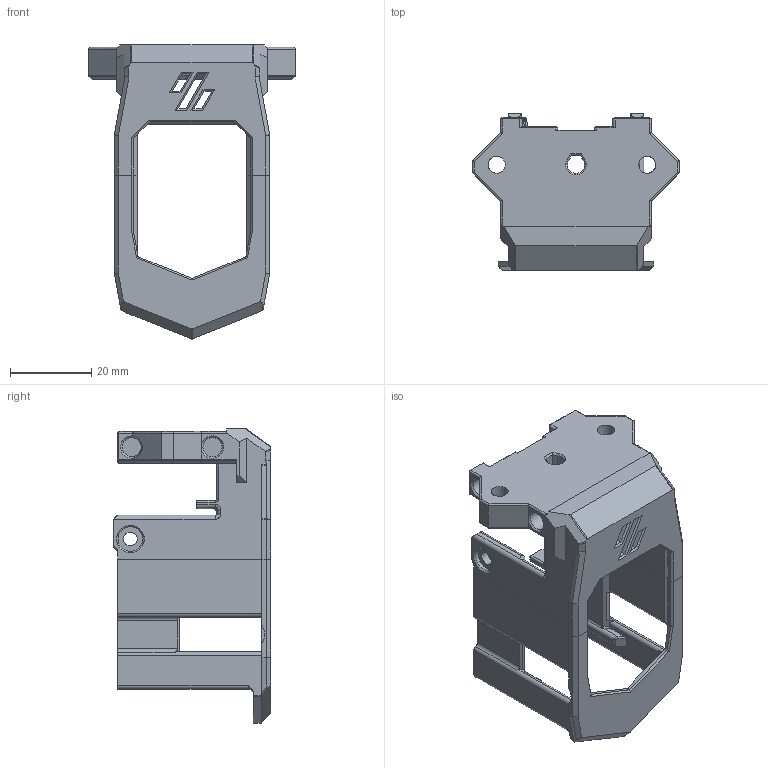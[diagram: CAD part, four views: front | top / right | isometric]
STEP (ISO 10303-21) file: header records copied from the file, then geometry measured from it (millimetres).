
FILE_DESCRIPTION(/* description */ ('','CAx-IF Rec.Pracs.---Representation and Presentation of Product Manufacturing Information (PMI)---4.0---2014-10-13'),/* implementation_level */ '2;1');
FILE_NAME(/* name */ 'HF_ANTHEAD_ORBITER_VORONLOGO.step',/* time_stamp */ '2025-01-06T12:52:58-08:00',/* author */ (''),/* organization */ (''),/* preprocessor_version */ 'ST-DEVELOPER v20',/* originating_system */ 'Autodesk Translation Framework v13.20.0.188',/* authorisation */ '');
FILE_SCHEMA (('AP242_MANAGED_MODEL_BASED_3D_ENGINEERING_MIM_LF { 1 0 10303 442 1 1 4 }'));
Length unit declared in the file: millimetre
Products named in the file (9): (Unsaved); AntHead_Assembly; AntHead_Assembly_1; Main_Bodies_1; HF_2; Main_Body_Voron_Sherpa_HF; Untitled; antheaduhfledfix; Main_Body
Assembly tree (8 placements, depth 6):
  (Unsaved)
    AntHead_Assembly
      AntHead_Assembly_1
        Main_Bodies_1
          HF_2
            Main_Body_Voron_Sherpa_HF
    Untitled
      antheaduhfledfix
        Main_Body
Bounding box: 50.84 x 38.63 x 72.31 mm (x, y, z)
Volume: 20322 mm3; surface area: 15520 mm2
Topology: 2 solids, 2 shells, 591 faces, 1620 edges, 1025 vertices
Faces by surface type: plane 326, cylinder 164, bspline 51, torus 25, cone 25
Full cylindrical faces by diameter (mm): 3.4 x2, 4.2 x2, 4.7 x7, 6 x2
Entity records: 21150 total; most frequent: CARTESIAN_POINT 5976, ORIENTED_EDGE 3222, DIRECTION 3073, EDGE_CURVE 1611, LINE 1069, VECTOR 1069, VERTEX_POINT 1025, AXIS2_PLACEMENT_3D 1002
